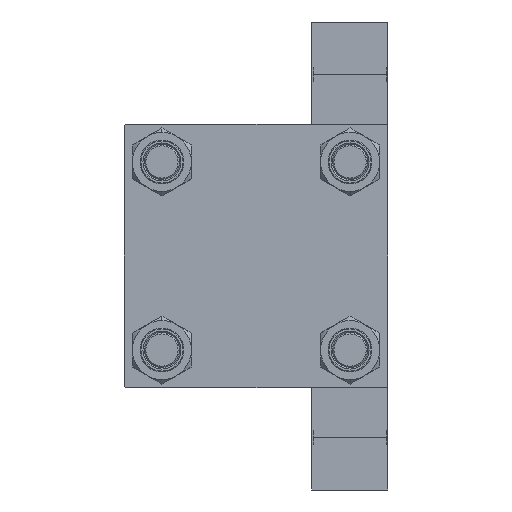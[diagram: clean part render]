
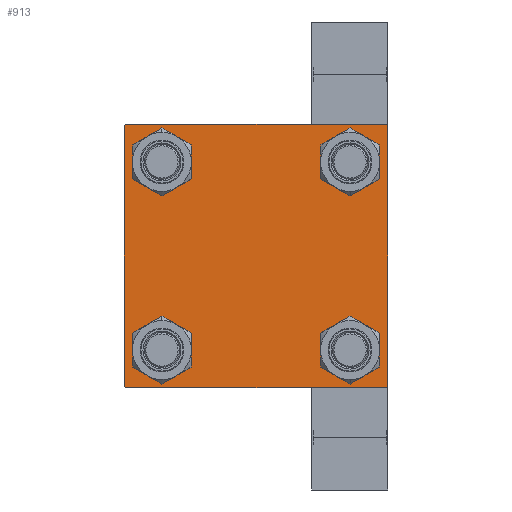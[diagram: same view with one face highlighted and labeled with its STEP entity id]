
A CAD part, left-side view. The second image highlights one B-rep face of the part: STEP entity #913.
In plain terms, the highlighted planar face has unit normal (-1, 0, 0).
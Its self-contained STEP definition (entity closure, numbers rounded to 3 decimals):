
#40 = DIRECTION ( 'NONE',  ( 0., 0., 1. ) ) ;
#102 = ORIENTED_EDGE ( 'NONE', *, *, #23004, .T. ) ;
#842 = LINE ( 'NONE', #4679, #45882 ) ;
#913 = ADVANCED_FACE ( 'NONE', ( #46787, #20982, #42703, #46562, #6977 ), #28674, .T. ) ;
#1132 = CARTESIAN_POINT ( 'NONE',  ( 0., 32.15, -38.65 ) ) ;
#1347 = EDGE_CURVE ( 'NONE', #26274, #15441, #4744, .T. ) ;
#1834 = CARTESIAN_POINT ( 'NONE',  ( 0., 45., 45. ) ) ;
#2631 = CARTESIAN_POINT ( 'NONE',  ( 0., -32.15, -32.15 ) ) ;
#4182 = DIRECTION ( 'NONE',  ( 1., 0., 0. ) ) ;
#4679 = CARTESIAN_POINT ( 'NONE',  ( 0., 45., 45. ) ) ;
#4744 = CIRCLE ( 'NONE', #19370, 6.5 ) ;
#5237 = EDGE_CURVE ( 'NONE', #15441, #26274, #22446, .T. ) ;
#5848 = EDGE_CURVE ( 'NONE', #40501, #6131, #23994, .T. ) ;
#6131 = VERTEX_POINT ( 'NONE', #36910 ) ;
#6977 = FACE_OUTER_BOUND ( 'NONE', #8634, .T. ) ;
#7012 = DIRECTION ( 'NONE',  ( 1., 0., 0. ) ) ;
#7317 = DIRECTION ( 'NONE',  ( 0., 0., 1. ) ) ;
#7894 = VERTEX_POINT ( 'NONE', #35902 ) ;
#8253 = CARTESIAN_POINT ( 'NONE',  ( 0., 44.5, -45. ) ) ;
#8487 = DIRECTION ( 'NONE',  ( 0., 0., -1. ) ) ;
#8634 = EDGE_LOOP ( 'NONE', ( #36825, #14700, #16869, #24701, #11737, #22364, #40886, #34262 ) ) ;
#9539 = DIRECTION ( 'NONE',  ( 1., 0., 0. ) ) ;
#9737 = EDGE_CURVE ( 'NONE', #10548, #46602, #16491, .T. ) ;
#10548 = VERTEX_POINT ( 'NONE', #31078 ) ;
#10956 = AXIS2_PLACEMENT_3D ( 'NONE', #15201, #7012, #21703 ) ;
#11214 = EDGE_CURVE ( 'NONE', #38797, #45775, #23653, .T. ) ;
#11737 = ORIENTED_EDGE ( 'NONE', *, *, #11214, .F. ) ;
#12105 = CARTESIAN_POINT ( 'NONE',  ( 0., -45., 45. ) ) ;
#12930 = EDGE_CURVE ( 'NONE', #21049, #44763, #22719, .T. ) ;
#13072 = VECTOR ( 'NONE', #19649, 1000. ) ;
#13188 = EDGE_CURVE ( 'NONE', #44763, #21049, #16582, .T. ) ;
#13393 = DIRECTION ( 'NONE',  ( 0., 0., 1. ) ) ;
#13414 = CARTESIAN_POINT ( 'NONE',  ( 0., 32.15, 38.65 ) ) ;
#13625 = EDGE_CURVE ( 'NONE', #43265, #7894, #842, .T. ) ;
#13822 = VERTEX_POINT ( 'NONE', #17672 ) ;
#14700 = ORIENTED_EDGE ( 'NONE', *, *, #22093, .T. ) ;
#15201 = CARTESIAN_POINT ( 'NONE',  ( 0., -32.15, -32.15 ) ) ;
#15327 = DIRECTION ( 'NONE',  ( 0., -0.707, 0.707 ) ) ;
#15406 = LINE ( 'NONE', #26702, #20065 ) ;
#15441 = VERTEX_POINT ( 'NONE', #13414 ) ;
#15569 = LINE ( 'NONE', #41594, #43224 ) ;
#15805 = CARTESIAN_POINT ( 'NONE',  ( 0., -44.5, -45. ) ) ;
#16268 = DIRECTION ( 'NONE',  ( 1., 0., 0. ) ) ;
#16287 = DIRECTION ( 'NONE',  ( 0., 0., 1. ) ) ;
#16491 = CIRCLE ( 'NONE', #25662, 6.5 ) ;
#16582 = CIRCLE ( 'NONE', #30416, 6.5 ) ;
#16597 = DIRECTION ( 'NONE',  ( 0., 0., 1. ) ) ;
#16797 = AXIS2_PLACEMENT_3D ( 'NONE', #19905, #31235, #16287 ) ;
#16834 = EDGE_LOOP ( 'NONE', ( #23809, #24086 ) ) ;
#16869 = ORIENTED_EDGE ( 'NONE', *, *, #42045, .T. ) ;
#17313 = DIRECTION ( 'NONE',  ( 1., 0., 0. ) ) ;
#17672 = CARTESIAN_POINT ( 'NONE',  ( 0., 45., 44.5 ) ) ;
#17834 = DIRECTION ( 'NONE',  ( -1., 0., 0. ) ) ;
#18341 = DIRECTION ( 'NONE',  ( 1., 0., 0. ) ) ;
#18643 = DIRECTION ( 'NONE',  ( 0., 0., 1. ) ) ;
#19055 = ORIENTED_EDGE ( 'NONE', *, *, #5237, .T. ) ;
#19370 = AXIS2_PLACEMENT_3D ( 'NONE', #23980, #9539, #13393 ) ;
#19649 = DIRECTION ( 'NONE',  ( 0., 0., -1. ) ) ;
#19905 = CARTESIAN_POINT ( 'NONE',  ( 0., -32.15, 32.15 ) ) ;
#19945 = EDGE_CURVE ( 'NONE', #13822, #42560, #33865, .T. ) ;
#20065 = VECTOR ( 'NONE', #34660, 1000. ) ;
#20615 = CARTESIAN_POINT ( 'NONE',  ( 0., 44.75, -44.75 ) ) ;
#20982 = FACE_BOUND ( 'NONE', #16834, .T. ) ;
#21049 = VERTEX_POINT ( 'NONE', #1132 ) ;
#21564 = EDGE_CURVE ( 'NONE', #38797, #7894, #15406, .T. ) ;
#21703 = DIRECTION ( 'NONE',  ( 0., 0., 1. ) ) ;
#21962 = EDGE_LOOP ( 'NONE', ( #102, #33955 ) ) ;
#22093 = EDGE_CURVE ( 'NONE', #42560, #43710, #24219, .T. ) ;
#22364 = ORIENTED_EDGE ( 'NONE', *, *, #21564, .T. ) ;
#22446 = CIRCLE ( 'NONE', #38636, 6.5 ) ;
#22719 = CIRCLE ( 'NONE', #29640, 6.5 ) ;
#22951 = ORIENTED_EDGE ( 'NONE', *, *, #1347, .T. ) ;
#23004 = EDGE_CURVE ( 'NONE', #6131, #40501, #32168, .T. ) ;
#23653 = LINE ( 'NONE', #12105, #29567 ) ;
#23809 = ORIENTED_EDGE ( 'NONE', *, *, #33643, .T. ) ;
#23980 = CARTESIAN_POINT ( 'NONE',  ( 0., 32.15, 32.15 ) ) ;
#23994 = CIRCLE ( 'NONE', #47117, 6.5 ) ;
#24086 = ORIENTED_EDGE ( 'NONE', *, *, #9737, .T. ) ;
#24219 = LINE ( 'NONE', #20615, #37012 ) ;
#24352 = CARTESIAN_POINT ( 'NONE',  ( 0., 0., 0. ) ) ;
#24455 = DIRECTION ( 'NONE',  ( 0., -0.707, -0.707 ) ) ;
#24701 = ORIENTED_EDGE ( 'NONE', *, *, #35282, .T. ) ;
#25060 = DIRECTION ( 'NONE',  ( 0., 0., 1. ) ) ;
#25117 = CARTESIAN_POINT ( 'NONE',  ( 0., -32.15, -25.65 ) ) ;
#25328 = CARTESIAN_POINT ( 'NONE',  ( 0., 32.15, 32.15 ) ) ;
#25501 = AXIS2_PLACEMENT_3D ( 'NONE', #24352, #17834, #25060 ) ;
#25619 = CARTESIAN_POINT ( 'NONE',  ( 0., -32.15, 32.15 ) ) ;
#25662 = AXIS2_PLACEMENT_3D ( 'NONE', #2631, #17313, #16597 ) ;
#26233 = LINE ( 'NONE', #40496, #29560 ) ;
#26274 = VERTEX_POINT ( 'NONE', #42426 ) ;
#26702 = CARTESIAN_POINT ( 'NONE',  ( 0., -44.75, 44.75 ) ) ;
#27011 = CARTESIAN_POINT ( 'NONE',  ( 0., 44.75, 44.75 ) ) ;
#27334 = DIRECTION ( 'NONE',  ( 0., 0., 1. ) ) ;
#27982 = LINE ( 'NONE', #27011, #44962 ) ;
#28352 = CARTESIAN_POINT ( 'NONE',  ( 0., -32.15, 25.65 ) ) ;
#28440 = ORIENTED_EDGE ( 'NONE', *, *, #12930, .T. ) ;
#28674 = PLANE ( 'NONE',  #25501 ) ;
#29041 = CARTESIAN_POINT ( 'NONE',  ( 0., 45., -44.5 ) ) ;
#29560 = VECTOR ( 'NONE', #37114, 1000. ) ;
#29567 = VECTOR ( 'NONE', #8487, 1000. ) ;
#29594 = CARTESIAN_POINT ( 'NONE',  ( 0., 32.15, -25.65 ) ) ;
#29640 = AXIS2_PLACEMENT_3D ( 'NONE', #35776, #16268, #27334 ) ;
#30416 = AXIS2_PLACEMENT_3D ( 'NONE', #37203, #4182, #18643 ) ;
#30430 = CARTESIAN_POINT ( 'NONE',  ( 0., -45., 44.5 ) ) ;
#31078 = CARTESIAN_POINT ( 'NONE',  ( 0., -32.15, -38.65 ) ) ;
#31235 = DIRECTION ( 'NONE',  ( 1., 0., 0. ) ) ;
#32168 = CIRCLE ( 'NONE', #16797, 6.5 ) ;
#33643 = EDGE_CURVE ( 'NONE', #46602, #10548, #39467, .T. ) ;
#33865 = LINE ( 'NONE', #1834, #13072 ) ;
#33955 = ORIENTED_EDGE ( 'NONE', *, *, #5848, .T. ) ;
#34262 = ORIENTED_EDGE ( 'NONE', *, *, #41731, .T. ) ;
#34660 = DIRECTION ( 'NONE',  ( 0., 0.707, 0.707 ) ) ;
#35280 = VERTEX_POINT ( 'NONE', #15805 ) ;
#35282 = EDGE_CURVE ( 'NONE', #35280, #45775, #15569, .T. ) ;
#35776 = CARTESIAN_POINT ( 'NONE',  ( 0., 32.15, -32.15 ) ) ;
#35902 = CARTESIAN_POINT ( 'NONE',  ( 0., -44.5, 45. ) ) ;
#36560 = EDGE_LOOP ( 'NONE', ( #42469, #28440 ) ) ;
#36825 = ORIENTED_EDGE ( 'NONE', *, *, #19945, .T. ) ;
#36910 = CARTESIAN_POINT ( 'NONE',  ( 0., -32.15, 38.65 ) ) ;
#36994 = CARTESIAN_POINT ( 'NONE',  ( 0., 44.5, 45. ) ) ;
#37012 = VECTOR ( 'NONE', #24455, 1000. ) ;
#37114 = DIRECTION ( 'NONE',  ( 0., -1., 0. ) ) ;
#37203 = CARTESIAN_POINT ( 'NONE',  ( 0., 32.15, -32.15 ) ) ;
#37702 = DIRECTION ( 'NONE',  ( 0., -1., 0. ) ) ;
#38636 = AXIS2_PLACEMENT_3D ( 'NONE', #25328, #18341, #40 ) ;
#38797 = VERTEX_POINT ( 'NONE', #30430 ) ;
#39083 = EDGE_LOOP ( 'NONE', ( #19055, #22951 ) ) ;
#39467 = CIRCLE ( 'NONE', #10956, 6.5 ) ;
#40353 = DIRECTION ( 'NONE',  ( 1., 0., 0. ) ) ;
#40496 = CARTESIAN_POINT ( 'NONE',  ( 0., 45., -45. ) ) ;
#40501 = VERTEX_POINT ( 'NONE', #28352 ) ;
#40886 = ORIENTED_EDGE ( 'NONE', *, *, #13625, .F. ) ;
#41594 = CARTESIAN_POINT ( 'NONE',  ( 0., -44.75, -44.75 ) ) ;
#41731 = EDGE_CURVE ( 'NONE', #43265, #13822, #27982, .T. ) ;
#42045 = EDGE_CURVE ( 'NONE', #43710, #35280, #26233, .T. ) ;
#42426 = CARTESIAN_POINT ( 'NONE',  ( 0., 32.15, 25.65 ) ) ;
#42469 = ORIENTED_EDGE ( 'NONE', *, *, #13188, .T. ) ;
#42560 = VERTEX_POINT ( 'NONE', #29041 ) ;
#42703 = FACE_BOUND ( 'NONE', #36560, .T. ) ;
#42716 = DIRECTION ( 'NONE',  ( 0., 0.707, -0.707 ) ) ;
#43224 = VECTOR ( 'NONE', #15327, 1000. ) ;
#43265 = VERTEX_POINT ( 'NONE', #36994 ) ;
#43710 = VERTEX_POINT ( 'NONE', #8253 ) ;
#44763 = VERTEX_POINT ( 'NONE', #29594 ) ;
#44962 = VECTOR ( 'NONE', #42716, 1000. ) ;
#45775 = VERTEX_POINT ( 'NONE', #47536 ) ;
#45882 = VECTOR ( 'NONE', #37702, 1000. ) ;
#46562 = FACE_BOUND ( 'NONE', #39083, .T. ) ;
#46602 = VERTEX_POINT ( 'NONE', #25117 ) ;
#46787 = FACE_BOUND ( 'NONE', #21962, .T. ) ;
#47117 = AXIS2_PLACEMENT_3D ( 'NONE', #25619, #40353, #7317 ) ;
#47536 = CARTESIAN_POINT ( 'NONE',  ( 0., -45., -44.5 ) ) ;
